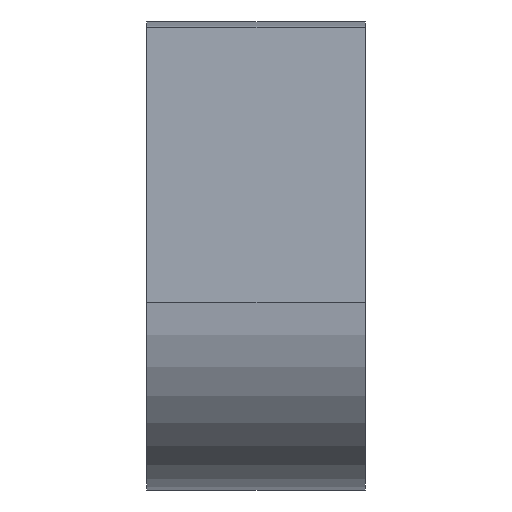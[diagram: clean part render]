
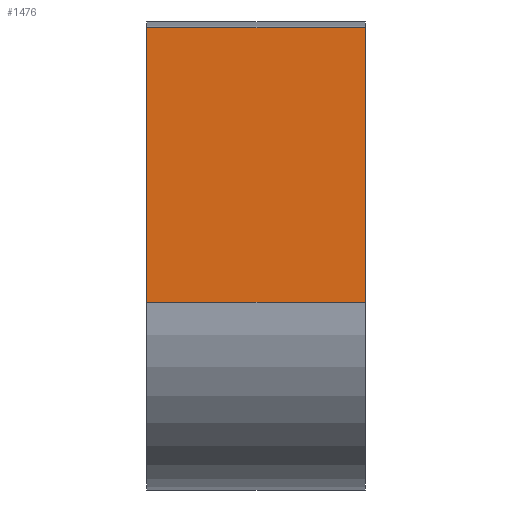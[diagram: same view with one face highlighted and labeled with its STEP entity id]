
A CAD part, left-side view. The second image highlights one B-rep face of the part: STEP entity #1476.
In plain terms, the highlighted planar face has unit normal (-1, 0, 0).
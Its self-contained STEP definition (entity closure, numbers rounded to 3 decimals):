
#110=FACE_OUTER_BOUND('',#195,.T.);
#195=EDGE_LOOP('',(#1272,#1273,#1274,#1275));
#374=LINE('',#2318,#567);
#382=LINE('',#2335,#575);
#383=LINE('',#2338,#576);
#384=LINE('',#2339,#577);
#567=VECTOR('',#1900,10.);
#575=VECTOR('',#1912,10.);
#576=VECTOR('',#1915,10.);
#577=VECTOR('',#1916,10.);
#706=VERTEX_POINT('',#2315);
#707=VERTEX_POINT('',#2317);
#714=VERTEX_POINT('',#2332);
#715=VERTEX_POINT('',#2337);
#895=EDGE_CURVE('',#706,#707,#374,.T.);
#904=EDGE_CURVE('',#714,#707,#382,.T.);
#905=EDGE_CURVE('',#714,#715,#383,.T.);
#906=EDGE_CURVE('',#715,#706,#384,.T.);
#1272=ORIENTED_EDGE('',*,*,#905,.F.);
#1273=ORIENTED_EDGE('',*,*,#904,.T.);
#1274=ORIENTED_EDGE('',*,*,#895,.F.);
#1275=ORIENTED_EDGE('',*,*,#906,.F.);
#1399=PLANE('',#1579);
#1476=ADVANCED_FACE('',(#110),#1399,.T.);
#1579=AXIS2_PLACEMENT_3D('',#2336,#1913,#1914);
#1900=DIRECTION('',(0.,0.,1.));
#1912=DIRECTION('',(0.,1.,0.));
#1913=DIRECTION('center_axis',(-1.,0.,0.));
#1914=DIRECTION('ref_axis',(0.,0.,1.));
#1915=DIRECTION('',(0.,0.,-1.));
#1916=DIRECTION('',(0.,1.,0.));
#2315=CARTESIAN_POINT('',(0.,0.,-6.282));
#2317=CARTESIAN_POINT('',(0.,0.,0.));
#2318=CARTESIAN_POINT('',(0.,0.,0.));
#2332=CARTESIAN_POINT('',(0.,-5.,0.));
#2335=CARTESIAN_POINT('',(0.,-5.,0.));
#2336=CARTESIAN_POINT('Origin',(0.,-5.,-6.282));
#2337=CARTESIAN_POINT('',(0.,-5.,-6.282));
#2338=CARTESIAN_POINT('',(0.,-5.,0.));
#2339=CARTESIAN_POINT('',(0.,-5.,-6.282));
